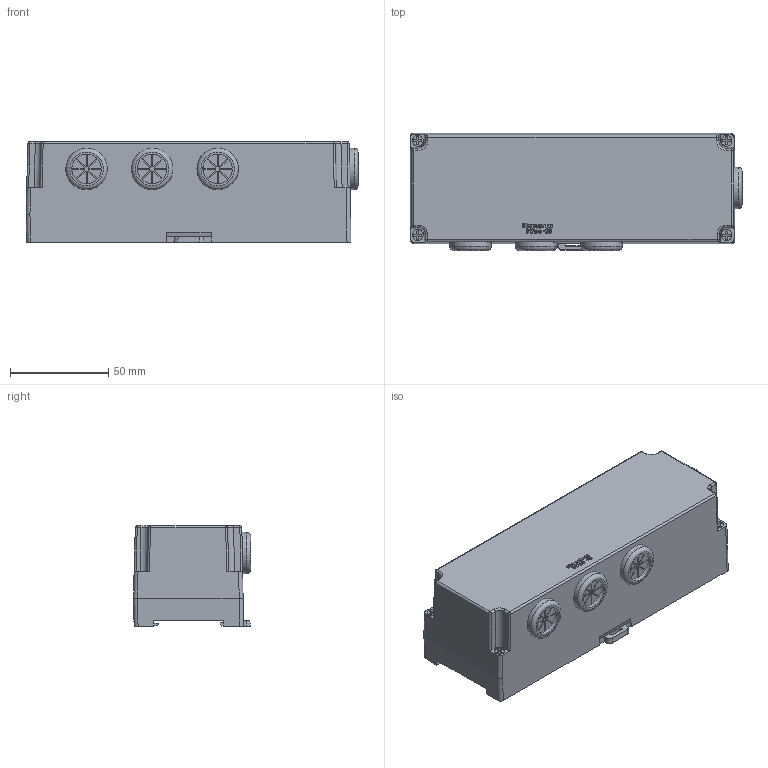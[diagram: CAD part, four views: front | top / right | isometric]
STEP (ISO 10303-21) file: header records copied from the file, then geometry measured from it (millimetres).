
FILE_DESCRIPTION(/* description */ (''),/* implementation_level */ '2;1');
FILE_NAME(/* name */ 'D1266-20 3D.stp',/* time_stamp */ '2024-08-15T14:08:51+08:00',/* author */ (''),/* organization */ (''),/* preprocessor_version */ 'ST-DEVELOPER v14',/* originating_system */ 'SIEMENS PLM Software NX 8.0',/* authorisation */ '');
FILE_SCHEMA (('AUTOMOTIVE_DESIGN { 1 0 10303 214 3 1 1 1 }'));
Length unit declared in the file: millimetre
Products named in the file (1): D1266-20 3D_stp
Bounding box: 168.61 x 59.53 x 51 mm (x, y, z)
Volume: 417399.6 mm3; surface area: 61107.4 mm2
Topology: 1 solids, 1 shells, 515 faces, 1361 edges, 883 vertices
Faces by surface type: plane 360, cylinder 117, extrusion 16, sphere 8, cone 6, torus 6, bspline 2
Full cylindrical faces by diameter (mm): 3.5 x2, 5.5 x4, 15 x4, 21 x4
Entity records: 17617 total; most frequent: CARTESIAN_POINT 3764, ORIENTED_EDGE 2652, DIRECTION 2610, EDGE_CURVE 1326, VECTOR 986, LINE 970, VERTEX_POINT 878, AXIS2_PLACEMENT_3D 812
